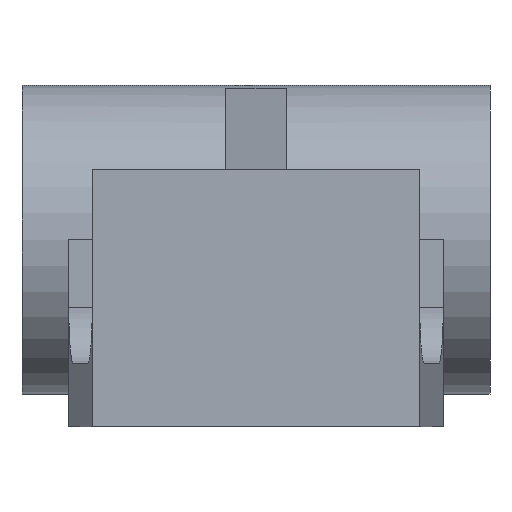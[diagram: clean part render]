
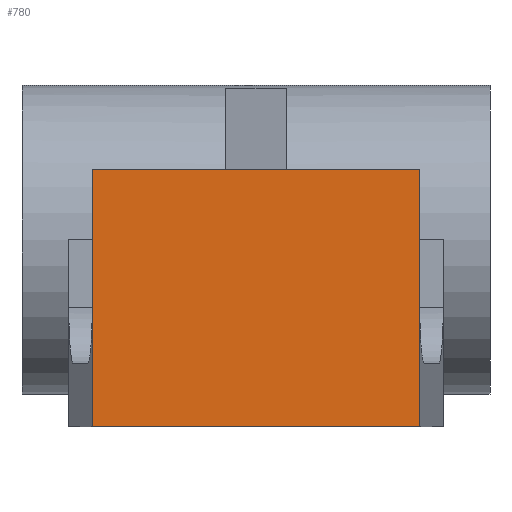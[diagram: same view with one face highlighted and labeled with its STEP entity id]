
A CAD part, left-side view. The second image highlights one B-rep face of the part: STEP entity #780.
In plain terms, the highlighted planar face has unit normal (-1, 0, 0).
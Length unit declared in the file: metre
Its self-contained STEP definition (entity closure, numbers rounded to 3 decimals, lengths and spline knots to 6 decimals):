
#138=ORIENTED_EDGE('',*,*,#334,.T.);
#139=ORIENTED_EDGE('',*,*,#335,.F.);
#140=ORIENTED_EDGE('',*,*,#276,.F.);
#141=ORIENTED_EDGE('',*,*,#336,.T.);
#276=EDGE_CURVE('',#388,#389,#460,.T.);
#334=EDGE_CURVE('',#432,#433,#500,.T.);
#335=EDGE_CURVE('',#389,#433,#501,.T.);
#336=EDGE_CURVE('',#388,#432,#502,.T.);
#388=VERTEX_POINT('',#1132);
#389=VERTEX_POINT('',#1134);
#432=VERTEX_POINT('',#1252);
#433=VERTEX_POINT('',#1253);
#460=LINE('',#1133,#546);
#500=LINE('',#1251,#586);
#501=LINE('',#1254,#587);
#502=LINE('',#1255,#588);
#546=VECTOR('',#900,1.);
#586=VECTOR('',#1010,1.);
#587=VECTOR('',#1011,1.);
#588=VECTOR('',#1012,1.);
#649=EDGE_LOOP('',(#138,#139,#140,#141));
#699=FACE_BOUND('',#649,.T.);
#739=PLANE('',#856);
#780=ADVANCED_FACE('',(#699),#739,.T.);
#856=AXIS2_PLACEMENT_3D('',#1250,#1008,#1009);
#900=DIRECTION('',(0.,1.,0.));
#1008=DIRECTION('',(-1.,0.,0.));
#1009=DIRECTION('',(0.,0.,1.));
#1010=DIRECTION('',(0.,1.,0.));
#1011=DIRECTION('',(0.,0.,1.));
#1012=DIRECTION('',(0.,0.,1.));
#1132=CARTESIAN_POINT('',(-0.105,-0.035,0.));
#1133=CARTESIAN_POINT('',(-0.105,-0.035,0.));
#1134=CARTESIAN_POINT('',(-0.105,0.035,0.));
#1250=CARTESIAN_POINT('',(-0.105,-0.035,0.0275));
#1251=CARTESIAN_POINT('',(-0.105,-0.035,0.055));
#1252=CARTESIAN_POINT('',(-0.105,-0.035,0.055));
#1253=CARTESIAN_POINT('',(-0.105,0.035,0.055));
#1254=CARTESIAN_POINT('',(-0.105,0.035,0.0275));
#1255=CARTESIAN_POINT('',(-0.105,-0.035,0.0275));
